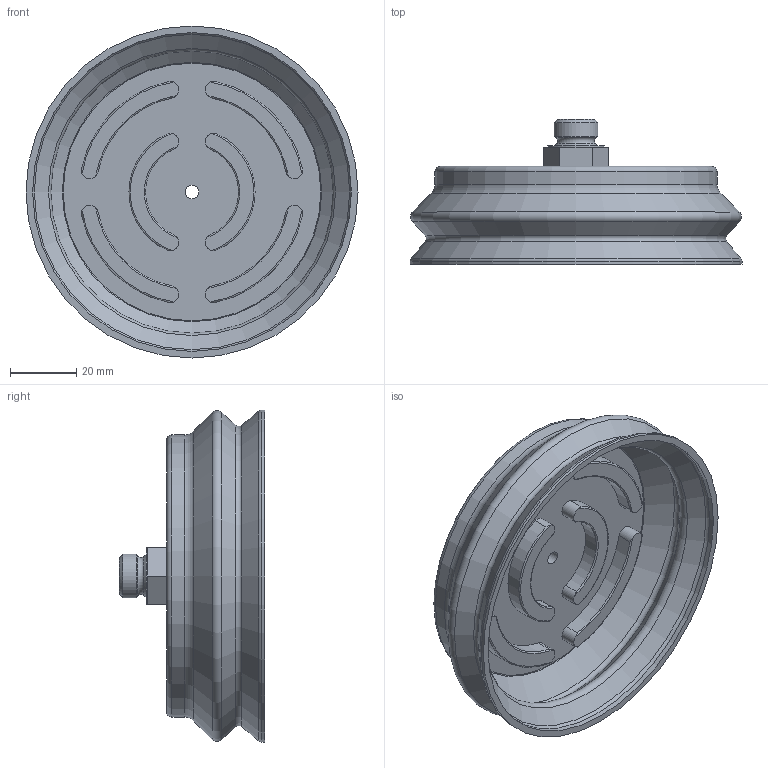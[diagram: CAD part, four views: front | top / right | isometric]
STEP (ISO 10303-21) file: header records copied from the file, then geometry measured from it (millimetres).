
FILE_DESCRIPTION(/* description */ ('STEP AP214'),/* implementation_level */ '2;1');
FILE_NAME(/* name */ '1382277_VASB-100-1_4-SI-B',/* time_stamp */ '2024-09-16T08:37:13+02:00',/* author */ ('License CC BY-ND 4.0'),/* organization */ ('CADENAS'),/* preprocessor_version */ 'ST-DEVELOPER v19.3',/* originating_system */ 'PARTsolutions',/* authorisation */ ' ');
FILE_SCHEMA (('AUTOMOTIVE_DESIGN {1 0 10303 214 3 1 1}'));
Length unit declared in the file: millimetre
Products named in the file (1): 1382277 VASB-100-1/4-SI-B
Bounding box: 100 x 43.7 x 100 mm (x, y, z)
Volume: 78512 mm3; surface area: 32550.3 mm2
Topology: 1 solids, 1 shells, 84 faces, 193 edges, 120 vertices
Faces by surface type: cylinder 30, plane 23, torus 22, cone 9
Full cylindrical faces by diameter (mm): 4 x1, 13.157 x1, 17 x1, 85 x1, 96 x1, 100 x1
Entity records: 2894 total; most frequent: CARTESIAN_POINT 447, DIRECTION 408, ORIENTED_EDGE 334, AXIS2_PLACEMENT_3D 180, EDGE_CURVE 167, EDGE_LOOP 120, FACE_BOUND 120, VERTEX_POINT 119
